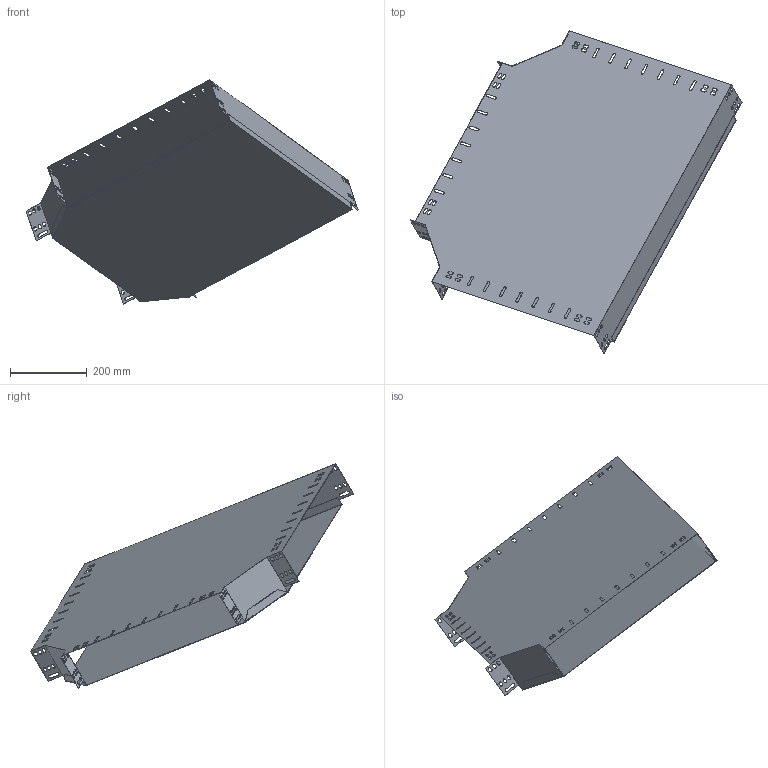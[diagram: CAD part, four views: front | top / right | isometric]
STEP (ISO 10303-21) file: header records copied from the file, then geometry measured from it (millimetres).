
FILE_DESCRIPTION (( 'STEP AP203' ), '1' );
FILE_NAME ('CLP1T-110-500-1 Ðàçâåòâèòåëü Ò-îáðàçíûé 110õ500 ìì..STEP', '2016-03-15T07:41:53', ( '' ), ( '' ), 'SwSTEP 2.0', 'SolidWorks 2014', '' );
FILE_SCHEMA (( 'CONFIG_CONTROL_DESIGN' ));
Length unit declared in the file: millimetre
Products named in the file (1): CLP1T-110-500-1 Ðàçâåòâèòåëü Ò-îáðàçíûé 110õ500 ìì.
Bounding box: 867 x 843.18 x 586.13 mm (x, y, z)
Volume: 822064 mm3; surface area: 2063104.2 mm2
Topology: 2 solids, 2 shells, 428 faces, 1258 edges, 834 vertices
Faces by surface type: plane 250, cylinder 178
Entity records: 14693 total; most frequent: CARTESIAN_POINT 2521, ORIENTED_EDGE 2516, DIRECTION 2476, EDGE_CURVE 1258, LINE 898, VECTOR 898, VERTEX_POINT 834, AXIS2_PLACEMENT_3D 789
